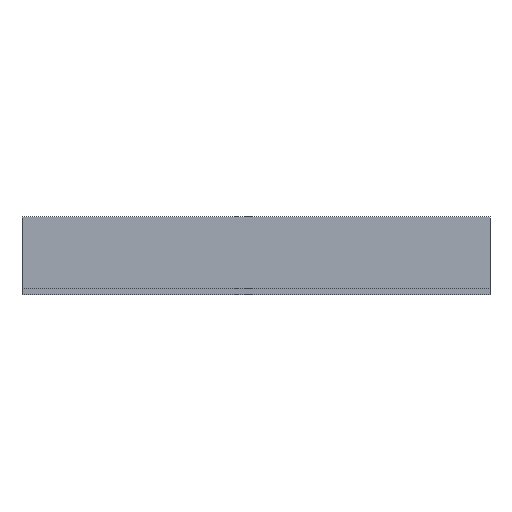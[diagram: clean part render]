
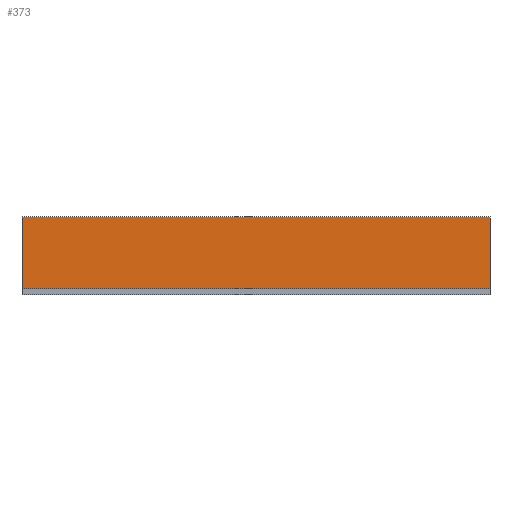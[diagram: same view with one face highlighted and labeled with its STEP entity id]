
A CAD part, left-side view. The second image highlights one B-rep face of the part: STEP entity #373.
In plain terms, the highlighted planar face has unit normal (-1, 0, 0).
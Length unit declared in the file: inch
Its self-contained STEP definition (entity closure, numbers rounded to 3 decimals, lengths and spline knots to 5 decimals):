
#312=CARTESIAN_POINT('',(4.20685,1.57395,-0.46));
#313=VERTEX_POINT('',#312);
#320=CARTESIAN_POINT('',(4.20685,7.57395,-0.46));
#321=VERTEX_POINT('',#320);
#322=CARTESIAN_POINT('',(4.20685,4.57395,-0.46));
#323=DIRECTION('',(0.,1.,0.));
#324=VECTOR('',#323,1.);
#325=LINE('',#322,#324);
#326=EDGE_CURVE('',#313,#321,#325,.T.);
#343=CARTESIAN_POINT('',(4.20685,1.57395,0.46));
#344=VERTEX_POINT('',#343);
#345=CARTESIAN_POINT('',(4.20685,1.57395,0.46));
#346=DIRECTION('',(0.,0.,1.));
#347=VECTOR('',#346,1.);
#348=LINE('',#345,#347);
#349=EDGE_CURVE('',#313,#344,#348,.T.);
#350=ORIENTED_EDGE('',*,*,#349,.T.);
#351=CARTESIAN_POINT('',(4.20685,7.57395,0.46));
#352=VERTEX_POINT('',#351);
#353=CARTESIAN_POINT('',(4.20685,4.57395,0.46));
#354=DIRECTION('',(0.,1.,0.));
#355=VECTOR('',#354,1.);
#356=LINE('',#353,#355);
#357=EDGE_CURVE('',#344,#352,#356,.T.);
#358=ORIENTED_EDGE('',*,*,#357,.T.);
#359=CARTESIAN_POINT('',(4.20685,7.57395,0.46));
#360=DIRECTION('',(0.,0.,-1.));
#361=VECTOR('',#360,1.);
#362=LINE('',#359,#361);
#363=EDGE_CURVE('',#352,#321,#362,.T.);
#364=ORIENTED_EDGE('',*,*,#363,.T.);
#365=ORIENTED_EDGE('',*,*,#326,.F.);
#366=EDGE_LOOP('',(#350,#358,#364,#365));
#367=FACE_OUTER_BOUND('',#366,.T.);
#368=CARTESIAN_POINT('',(4.20685,4.57395,0.));
#369=DIRECTION('',(-1.,0.,0.));
#370=DIRECTION('',(0.,0.,-1.));
#371=AXIS2_PLACEMENT_3D('',#368,#369,#370);
#372=PLANE('',#371);
#373=ADVANCED_FACE('',(#367),#372,.T.);
